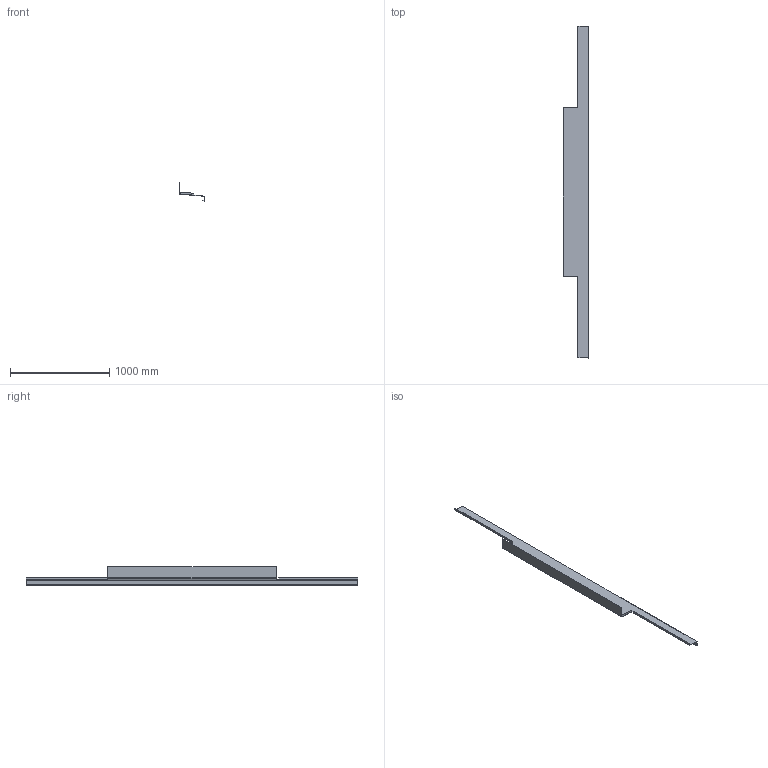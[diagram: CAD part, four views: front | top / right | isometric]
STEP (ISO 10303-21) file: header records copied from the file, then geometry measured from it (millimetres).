
FILE_DESCRIPTION(/* description */ (''),/* implementation_level */ '2;1');
FILE_NAME(/* name */ 'Wetterbank-Glasgelander-OG-6_freierfall.stp',/* time_stamp */ '2020-09-08T13:24:26+02:00',/* author */ ('SFl'),/* organization */ (''),/* preprocessor_version */ 'ST-DEVELOPER v18.1',/* originating_system */ 'Autodesk Inventor 2021',/* authorisation */ '');
FILE_SCHEMA (('AUTOMOTIVE_DESIGN { 1 0 10303 214 3 1 1 }'));
Length unit declared in the file: millimetre
Products named in the file (1): Wetterbank-Glasgelander-OG-6_freierfall
Bounding box: 254 x 3342 x 184.2 mm (x, y, z)
Volume: 2105052.9 mm3; surface area: 2120522.3 mm2
Topology: 1 solids, 1 shells, 76 faces, 166 edges, 92 vertices
Faces by surface type: plane 62, cylinder 14
Entity records: 2114 total; most frequent: CARTESIAN_POINT 428, DIRECTION 342, ORIENTED_EDGE 332, EDGE_CURVE 166, LINE 136, VECTOR 136, AXIS2_PLACEMENT_3D 103, VERTEX_POINT 92
